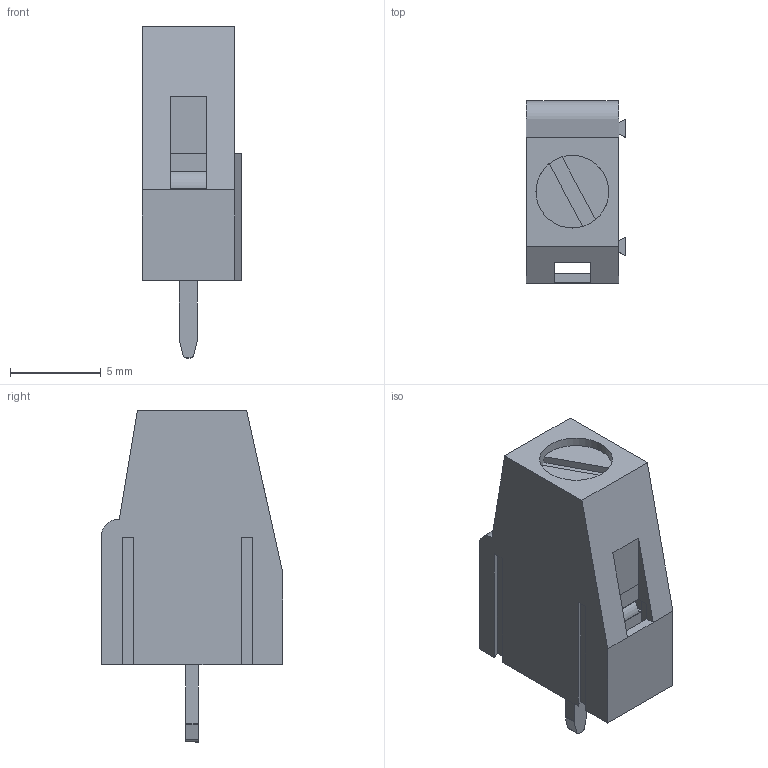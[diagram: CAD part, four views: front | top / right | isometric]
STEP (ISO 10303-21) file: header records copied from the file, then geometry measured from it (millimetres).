
FILE_DESCRIPTION(/* description */ (''),/* implementation_level */ '2;1');
FILE_NAME(/* name */ '1er Terminal Block.step',/* time_stamp */ '2021-04-20T21:51:20+02:00',/* author */ (''),/* organization */ (''),/* preprocessor_version */ 'ST-DEVELOPER v18.1',/* originating_system */ 'Autodesk Translation Framework v10.6.0.1341',/* authorisation */ '');
FILE_SCHEMA (('AP203_CONFIGURATION_CONTROLLED_3D_DESIGN_OF_MECHANICAL_PARTS_AND_ASSEMBLIES_MIM_LF { 1 0 10303 203 3 1 4 }','AUTOMOTIVE_DESIGN { 1 0 10303 214 3 1 1 }'));
Length unit declared in the file: millimetre
Products named in the file (8): Terminal Block; 1er Terminalblock; Pin (1); Tornillo (1); Cubo interno (1); Pin (1) (1); Tornillo (1) (1); Cubo interno (1) (1)
Assembly tree (7 placements, depth 3):
  Terminal Block
    1er Terminalblock
      Pin (1)
      Tornillo (1)
      Cubo interno (1)
      Pin (1) (1)
      Tornillo (1) (1)
      Cubo interno (1) (1)
Bounding box: 5.48 x 10 x 18.25 mm (x, y, z)
Volume: 310.1 mm3; surface area: 1112.1 mm2
Topology: 1 solids, 73 shells, 129 faces, 513 edges, 454 vertices
Faces by surface type: plane 99, cylinder 30
Full cylindrical faces by diameter (mm): 4 x1
Entity records: 7356 total; most frequent: CARTESIAN_POINT 2735, DIRECTION 877, ORIENTED_EDGE 682, EDGE_CURVE 513, VERTEX_POINT 454, LINE 391, VECTOR 391, AXIS2_PLACEMENT_3D 243
